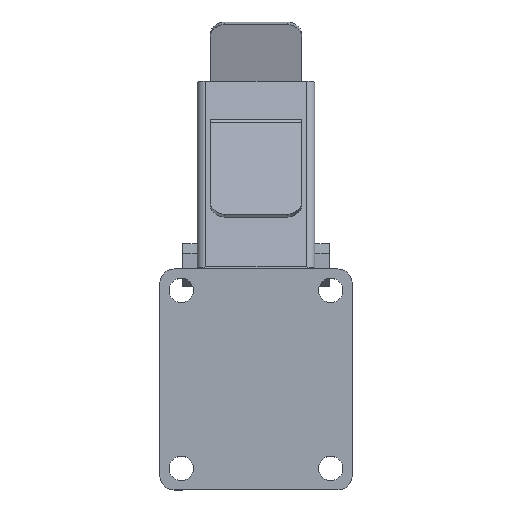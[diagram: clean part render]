
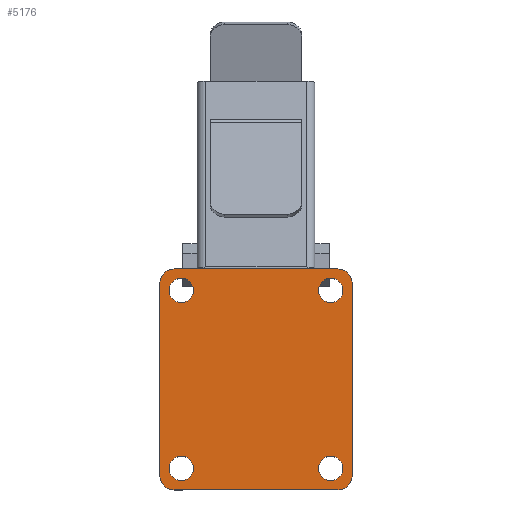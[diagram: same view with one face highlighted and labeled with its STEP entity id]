
A CAD part, top view. The second image highlights one B-rep face of the part: STEP entity #5176.
In plain terms, the highlighted planar face has unit normal (0, 0, 1).
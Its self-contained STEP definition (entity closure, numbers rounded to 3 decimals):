
#94 = CARTESIAN_POINT ( 'NONE',  ( 28.5, -33.5, 136. ) ) ;
#148 = VERTEX_POINT ( 'NONE', #6242 ) ;
#212 = ORIENTED_EDGE ( 'NONE', *, *, #219, .T. ) ;
#219 = EDGE_CURVE ( 'NONE', #6430, #4478, #9097, .T. ) ;
#254 = ORIENTED_EDGE ( 'NONE', *, *, #1487, .T. ) ;
#391 = CARTESIAN_POINT ( 'NONE',  ( 30.25, -31., 136. ) ) ;
#557 = EDGE_CURVE ( 'NONE', #5227, #3656, #8491, .T. ) ;
#565 = EDGE_LOOP ( 'NONE', ( #6414, #254 ) ) ;
#623 = FACE_BOUND ( 'NONE', #565, .T. ) ;
#674 = ORIENTED_EDGE ( 'NONE', *, *, #9574, .T. ) ;
#808 = CARTESIAN_POINT ( 'NONE',  ( -26., -31., 136. ) ) ;
#819 = DIRECTION ( 'NONE',  ( 0., 0., 1. ) ) ;
#857 = DIRECTION ( 'NONE',  ( 1., 0., 0. ) ) ;
#1060 = CARTESIAN_POINT ( 'NONE',  ( -33.5, -33.5, 136. ) ) ;
#1487 = EDGE_CURVE ( 'NONE', #3656, #5227, #9709, .T. ) ;
#1571 = EDGE_CURVE ( 'NONE', #7738, #2433, #7383, .T. ) ;
#1632 = DIRECTION ( 'NONE',  ( 1., 0., 0. ) ) ;
#1645 = CIRCLE ( 'NONE', #5141, 5. ) ;
#1655 = LINE ( 'NONE', #3583, #2387 ) ;
#1780 = CARTESIAN_POINT ( 'NONE',  ( 21.75, 31., 136. ) ) ;
#1816 = AXIS2_PLACEMENT_3D ( 'NONE', #4384, #2194, #7424 ) ;
#1849 = CARTESIAN_POINT ( 'NONE',  ( 33.5, 33.5, 136. ) ) ;
#1860 = DIRECTION ( 'NONE',  ( 1., 0., 0. ) ) ;
#1885 = AXIS2_PLACEMENT_3D ( 'NONE', #5269, #9056, #3821 ) ;
#2130 = EDGE_CURVE ( 'NONE', #4478, #6430, #3514, .T. ) ;
#2187 = CARTESIAN_POINT ( 'NONE',  ( -30.25, 31., 136. ) ) ;
#2194 = DIRECTION ( 'NONE',  ( 0., 0., -1. ) ) ;
#2387 = VECTOR ( 'NONE', #5811, 1000. ) ;
#2433 = VERTEX_POINT ( 'NONE', #5018 ) ;
#2438 = AXIS2_PLACEMENT_3D ( 'NONE', #8900, #4366, #7435 ) ;
#2456 = EDGE_CURVE ( 'NONE', #4904, #3016, #3602, .T. ) ;
#2557 = VECTOR ( 'NONE', #7728, 1000. ) ;
#2726 = AXIS2_PLACEMENT_3D ( 'NONE', #9517, #9488, #9551 ) ;
#2746 = AXIS2_PLACEMENT_3D ( 'NONE', #5732, #7995, #5061 ) ;
#2778 = ORIENTED_EDGE ( 'NONE', *, *, #8094, .T. ) ;
#2828 = VERTEX_POINT ( 'NONE', #4465 ) ;
#2932 = CARTESIAN_POINT ( 'NONE',  ( -28.5, -38.5, 136. ) ) ;
#2946 = AXIS2_PLACEMENT_3D ( 'NONE', #94, #5390, #857 ) ;
#3016 = VERTEX_POINT ( 'NONE', #6353 ) ;
#3037 = CARTESIAN_POINT ( 'NONE',  ( -26., 31., 136. ) ) ;
#3055 = VECTOR ( 'NONE', #5716, 1000. ) ;
#3134 = CIRCLE ( 'NONE', #2746, 4.25 ) ;
#3268 = AXIS2_PLACEMENT_3D ( 'NONE', #808, #7685, #7615 ) ;
#3303 = DIRECTION ( 'NONE',  ( 1., 0., 0. ) ) ;
#3371 = DIRECTION ( 'NONE',  ( 0., 0., 1. ) ) ;
#3429 = VERTEX_POINT ( 'NONE', #1060 ) ;
#3464 = CIRCLE ( 'NONE', #6008, 5. ) ;
#3514 = CIRCLE ( 'NONE', #5818, 4.25 ) ;
#3583 = CARTESIAN_POINT ( 'NONE',  ( 0., 38.5, 136. ) ) ;
#3593 = EDGE_CURVE ( 'NONE', #4699, #148, #3134, .T. ) ;
#3602 = CIRCLE ( 'NONE', #2726, 5. ) ;
#3656 = VERTEX_POINT ( 'NONE', #2187 ) ;
#3685 = AXIS2_PLACEMENT_3D ( 'NONE', #3037, #3693, #1632 ) ;
#3693 = DIRECTION ( 'NONE',  ( 0., 0., -1. ) ) ;
#3821 = DIRECTION ( 'NONE',  ( 1., 0., 0. ) ) ;
#3825 = EDGE_LOOP ( 'NONE', ( #9058, #9065 ) ) ;
#3847 = FACE_OUTER_BOUND ( 'NONE', #6762, .T. ) ;
#3927 = EDGE_CURVE ( 'NONE', #2433, #7738, #9683, .T. ) ;
#4068 = CARTESIAN_POINT ( 'NONE',  ( -33.5, -14.25, 136. ) ) ;
#4333 = ORIENTED_EDGE ( 'NONE', *, *, #8432, .T. ) ;
#4366 = DIRECTION ( 'NONE',  ( 0., 0., -1. ) ) ;
#4384 = CARTESIAN_POINT ( 'NONE',  ( -26., 31., 136. ) ) ;
#4465 = CARTESIAN_POINT ( 'NONE',  ( -33.5, 33.5, 136. ) ) ;
#4472 = EDGE_CURVE ( 'NONE', #7358, #2828, #3464, .T. ) ;
#4478 = VERTEX_POINT ( 'NONE', #391 ) ;
#4515 = ORIENTED_EDGE ( 'NONE', *, *, #2130, .T. ) ;
#4688 = CIRCLE ( 'NONE', #2438, 4.25 ) ;
#4698 = CARTESIAN_POINT ( 'NONE',  ( 26., -31., 136. ) ) ;
#4699 = VERTEX_POINT ( 'NONE', #1780 ) ;
#4805 = EDGE_CURVE ( 'NONE', #2828, #3429, #5516, .T. ) ;
#4838 = CARTESIAN_POINT ( 'NONE',  ( 33.5, -33.5, 136. ) ) ;
#4904 = VERTEX_POINT ( 'NONE', #1849 ) ;
#4954 = DIRECTION ( 'NONE',  ( 1., 0., 0. ) ) ;
#5018 = CARTESIAN_POINT ( 'NONE',  ( -30.25, -31., 136. ) ) ;
#5061 = DIRECTION ( 'NONE',  ( 1., 0., 0. ) ) ;
#5141 = AXIS2_PLACEMENT_3D ( 'NONE', #5360, #819, #6124 ) ;
#5176 = ADVANCED_FACE ( 'NONE', ( #6778, #8385, #623, #6435, #3847 ), #6635, .T. ) ;
#5227 = VERTEX_POINT ( 'NONE', #6606 ) ;
#5269 = CARTESIAN_POINT ( 'NONE',  ( -26., -31., 136. ) ) ;
#5331 = ORIENTED_EDGE ( 'NONE', *, *, #9381, .T. ) ;
#5360 = CARTESIAN_POINT ( 'NONE',  ( -28.5, -33.5, 136. ) ) ;
#5390 = DIRECTION ( 'NONE',  ( 0., 0., 1. ) ) ;
#5416 = DIRECTION ( 'NONE',  ( 0., 0., -1. ) ) ;
#5516 = LINE ( 'NONE', #4068, #3055 ) ;
#5716 = DIRECTION ( 'NONE',  ( 0., -1., 0. ) ) ;
#5732 = CARTESIAN_POINT ( 'NONE',  ( 26., 31., 136. ) ) ;
#5811 = DIRECTION ( 'NONE',  ( -1., 0., 0. ) ) ;
#5817 = ORIENTED_EDGE ( 'NONE', *, *, #4805, .T. ) ;
#5818 = AXIS2_PLACEMENT_3D ( 'NONE', #4698, #5416, #8389 ) ;
#5829 = EDGE_LOOP ( 'NONE', ( #4515, #212 ) ) ;
#5958 = VERTEX_POINT ( 'NONE', #9042 ) ;
#6008 = AXIS2_PLACEMENT_3D ( 'NONE', #8655, #3371, #3303 ) ;
#6124 = DIRECTION ( 'NONE',  ( 1., 0., 0. ) ) ;
#6137 = VERTEX_POINT ( 'NONE', #4838 ) ;
#6242 = CARTESIAN_POINT ( 'NONE',  ( 30.25, 31., 136. ) ) ;
#6264 = CARTESIAN_POINT ( 'NONE',  ( 33.5, -14.25, 136. ) ) ;
#6343 = CIRCLE ( 'NONE', #2946, 5. ) ;
#6353 = CARTESIAN_POINT ( 'NONE',  ( 28.5, 38.5, 136. ) ) ;
#6399 = CARTESIAN_POINT ( 'NONE',  ( 0., -38.5, 136. ) ) ;
#6414 = ORIENTED_EDGE ( 'NONE', *, *, #557, .T. ) ;
#6430 = VERTEX_POINT ( 'NONE', #9079 ) ;
#6435 = FACE_BOUND ( 'NONE', #9340, .T. ) ;
#6577 = DIRECTION ( 'NONE',  ( 0., 0., 1. ) ) ;
#6606 = CARTESIAN_POINT ( 'NONE',  ( -21.75, 31., 136. ) ) ;
#6635 = PLANE ( 'NONE',  #7912 ) ;
#6762 = EDGE_LOOP ( 'NONE', ( #5331, #9320, #5817, #674, #4333, #9705, #9526, #8280 ) ) ;
#6778 = FACE_BOUND ( 'NONE', #5829, .T. ) ;
#6807 = LINE ( 'NONE', #6264, #2557 ) ;
#6829 = ORIENTED_EDGE ( 'NONE', *, *, #3593, .T. ) ;
#6915 = VECTOR ( 'NONE', #4954, 1000. ) ;
#7290 = CARTESIAN_POINT ( 'NONE',  ( 0., -14.25, 136. ) ) ;
#7358 = VERTEX_POINT ( 'NONE', #7520 ) ;
#7383 = CIRCLE ( 'NONE', #1885, 4.25 ) ;
#7424 = DIRECTION ( 'NONE',  ( 1., 0., 0. ) ) ;
#7435 = DIRECTION ( 'NONE',  ( 1., 0., 0. ) ) ;
#7520 = CARTESIAN_POINT ( 'NONE',  ( -28.5, 38.5, 136. ) ) ;
#7615 = DIRECTION ( 'NONE',  ( 1., 0., 0. ) ) ;
#7685 = DIRECTION ( 'NONE',  ( 0., 0., -1. ) ) ;
#7728 = DIRECTION ( 'NONE',  ( 0., 1., 0. ) ) ;
#7738 = VERTEX_POINT ( 'NONE', #8668 ) ;
#7912 = AXIS2_PLACEMENT_3D ( 'NONE', #7290, #6577, #8776 ) ;
#7947 = DIRECTION ( 'NONE',  ( 0., 0., -1. ) ) ;
#7983 = CARTESIAN_POINT ( 'NONE',  ( 26., -31., 136. ) ) ;
#7995 = DIRECTION ( 'NONE',  ( 0., 0., -1. ) ) ;
#8094 = EDGE_CURVE ( 'NONE', #148, #4699, #4688, .T. ) ;
#8137 = EDGE_CURVE ( 'NONE', #6137, #4904, #6807, .T. ) ;
#8280 = ORIENTED_EDGE ( 'NONE', *, *, #2456, .T. ) ;
#8385 = FACE_BOUND ( 'NONE', #3825, .T. ) ;
#8389 = DIRECTION ( 'NONE',  ( 1., 0., 0. ) ) ;
#8432 = EDGE_CURVE ( 'NONE', #9448, #5958, #8671, .T. ) ;
#8491 = CIRCLE ( 'NONE', #3685, 4.25 ) ;
#8655 = CARTESIAN_POINT ( 'NONE',  ( -28.5, 33.5, 136. ) ) ;
#8668 = CARTESIAN_POINT ( 'NONE',  ( -21.75, -31., 136. ) ) ;
#8671 = LINE ( 'NONE', #6399, #6915 ) ;
#8776 = DIRECTION ( 'NONE',  ( 1., 0., 0. ) ) ;
#8900 = CARTESIAN_POINT ( 'NONE',  ( 26., 31., 136. ) ) ;
#9042 = CARTESIAN_POINT ( 'NONE',  ( 28.5, -38.5, 136. ) ) ;
#9056 = DIRECTION ( 'NONE',  ( 0., 0., -1. ) ) ;
#9058 = ORIENTED_EDGE ( 'NONE', *, *, #1571, .T. ) ;
#9065 = ORIENTED_EDGE ( 'NONE', *, *, #3927, .T. ) ;
#9079 = CARTESIAN_POINT ( 'NONE',  ( 21.75, -31., 136. ) ) ;
#9097 = CIRCLE ( 'NONE', #9774, 4.25 ) ;
#9320 = ORIENTED_EDGE ( 'NONE', *, *, #4472, .T. ) ;
#9340 = EDGE_LOOP ( 'NONE', ( #2778, #6829 ) ) ;
#9381 = EDGE_CURVE ( 'NONE', #3016, #7358, #1655, .T. ) ;
#9448 = VERTEX_POINT ( 'NONE', #2932 ) ;
#9488 = DIRECTION ( 'NONE',  ( 0., 0., 1. ) ) ;
#9517 = CARTESIAN_POINT ( 'NONE',  ( 28.5, 33.5, 136. ) ) ;
#9526 = ORIENTED_EDGE ( 'NONE', *, *, #8137, .T. ) ;
#9551 = DIRECTION ( 'NONE',  ( 1., 0., 0. ) ) ;
#9574 = EDGE_CURVE ( 'NONE', #3429, #9448, #1645, .T. ) ;
#9630 = EDGE_CURVE ( 'NONE', #5958, #6137, #6343, .T. ) ;
#9683 = CIRCLE ( 'NONE', #3268, 4.25 ) ;
#9705 = ORIENTED_EDGE ( 'NONE', *, *, #9630, .T. ) ;
#9709 = CIRCLE ( 'NONE', #1816, 4.25 ) ;
#9774 = AXIS2_PLACEMENT_3D ( 'NONE', #7983, #7947, #1860 ) ;
